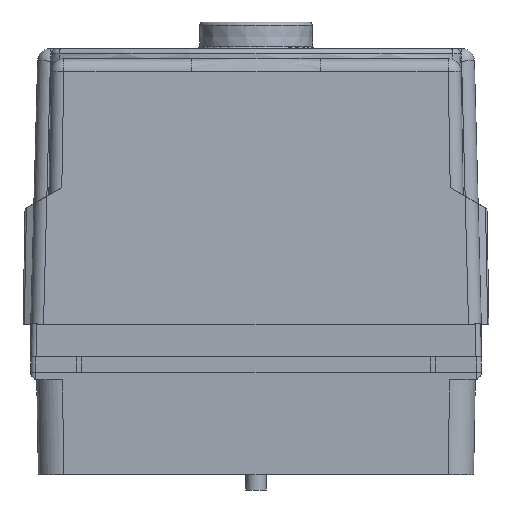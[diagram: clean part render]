
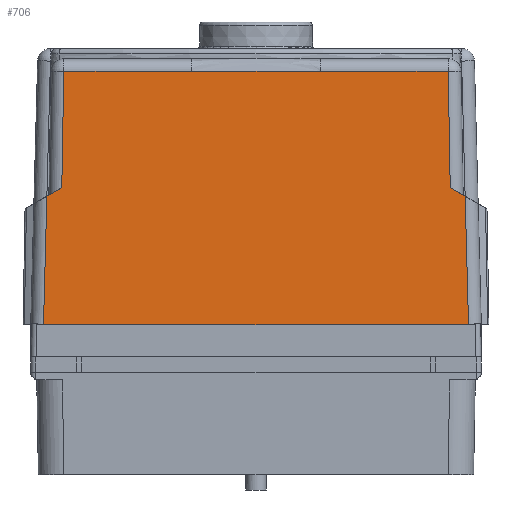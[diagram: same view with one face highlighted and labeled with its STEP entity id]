
A CAD part, front view. The second image highlights one B-rep face of the part: STEP entity #706.
In plain terms, the highlighted planar face has unit normal (0, -1, 0.026).
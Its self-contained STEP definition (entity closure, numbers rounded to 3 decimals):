
#420=B_SPLINE_CURVE_WITH_KNOTS('',3,(#6219,#6220,#6221,#6222,#6223,#6224),
 .UNSPECIFIED.,.F.,.F.,(4,2,4),(0.,0.5,1.),.UNSPECIFIED.);
#506=PLANE('',#4023);
#706=ADVANCED_FACE('',(#936),#506,.T.);
#936=FACE_OUTER_BOUND('',#1172,.T.);
#1172=EDGE_LOOP('',(#2587,#2588,#2589,#2590,#2591,#2592,#2593,#2594,#2595,
#2596));
#1227=LINE('',#5114,#1535);
#1229=LINE('',#5120,#1537);
#1414=LINE('',#6189,#1728);
#1418=LINE('',#6213,#1732);
#1420=LINE('',#6262,#1734);
#1424=LINE('',#6277,#1738);
#1427=LINE('',#6285,#1741);
#1454=LINE('',#6371,#1768);
#1464=LINE('',#6385,#1778);
#1535=VECTOR('',#4107,1.);
#1537=VECTOR('',#4113,1.);
#1728=VECTOR('',#4740,1.);
#1732=VECTOR('',#4760,1.);
#1734=VECTOR('',#4768,1.);
#1738=VECTOR('',#4782,1.);
#1741=VECTOR('',#4789,1.);
#1768=VECTOR('',#4844,1.);
#1778=VECTOR('',#4858,1.);
#2587=ORIENTED_EDGE('',*,*,#3175,.T.);
#2588=ORIENTED_EDGE('',*,*,#3172,.T.);
#2589=ORIENTED_EDGE('',*,*,#3570,.F.);
#2590=ORIENTED_EDGE('',*,*,#3526,.T.);
#2591=ORIENTED_EDGE('',*,*,#3509,.T.);
#2592=ORIENTED_EDGE('',*,*,#3512,.T.);
#2593=ORIENTED_EDGE('',*,*,#3515,.T.);
#2594=ORIENTED_EDGE('',*,*,#3522,.T.);
#2595=ORIENTED_EDGE('',*,*,#3560,.F.);
#2596=ORIENTED_EDGE('',*,*,#3499,.T.);
#2846=VERTEX_POINT('',#5113);
#2847=VERTEX_POINT('',#5115);
#2849=VERTEX_POINT('',#5121);
#3078=VERTEX_POINT('',#6190);
#3083=VERTEX_POINT('',#6207);
#3085=VERTEX_POINT('',#6212);
#3087=VERTEX_POINT('',#6218);
#3089=VERTEX_POINT('',#6261);
#3092=VERTEX_POINT('',#6278);
#3095=VERTEX_POINT('',#6286);
#3172=EDGE_CURVE('',#2847,#2846,#1227,.T.);
#3175=EDGE_CURVE('',#2849,#2847,#1229,.T.);
#3499=EDGE_CURVE('',#3078,#2849,#1414,.T.);
#3509=EDGE_CURVE('',#3083,#3085,#1418,.T.);
#3512=EDGE_CURVE('',#3085,#3087,#420,.T.);
#3515=EDGE_CURVE('',#3087,#3089,#1420,.T.);
#3522=EDGE_CURVE('',#3089,#3092,#1424,.T.);
#3526=EDGE_CURVE('',#3095,#3083,#1427,.T.);
#3560=EDGE_CURVE('',#3078,#3092,#1454,.T.);
#3570=EDGE_CURVE('',#3095,#2846,#1464,.T.);
#4023=AXIS2_PLACEMENT_3D('',#6423,#4907,#4908);
#4107=DIRECTION('',(-0.026,0.026,0.999));
#4113=DIRECTION('',(1.,0.,0.));
#4740=DIRECTION('',(-0.026,-0.026,-0.999));
#4760=DIRECTION('',(-1.,0.,0.));
#4768=DIRECTION('',(-1.,0.,0.));
#4782=DIRECTION('',(-0.017,-0.026,-1.));
#4789=DIRECTION('',(-0.017,0.026,1.));
#4844=DIRECTION('',(0.866,0.013,0.5));
#4858=DIRECTION('',(0.866,-0.013,-0.5));
#4907=DIRECTION('',(0.,-1.,0.026));
#4908=DIRECTION('',(0.,-0.026,-1.));
#5113=CARTESIAN_POINT('',(40.845,-30.756,54.36));
#5114=CARTESIAN_POINT('',(41.472,-31.384,30.385));
#5115=CARTESIAN_POINT('',(41.501,-31.412,29.3));
#5120=CARTESIAN_POINT('',(0.,-31.412,29.3));
#5121=CARTESIAN_POINT('',(-41.501,-31.412,29.3));
#6189=CARTESIAN_POINT('',(-41.472,-31.384,30.385));
#6190=CARTESIAN_POINT('',(-40.845,-30.756,54.36));
#6207=CARTESIAN_POINT('',(37.536,-30.117,78.765));
#6212=CARTESIAN_POINT('',(12.58,-30.117,78.765));
#6213=CARTESIAN_POINT('',(0.,-30.117,78.765));
#6218=CARTESIAN_POINT('',(-12.58,-30.117,78.765));
#6219=CARTESIAN_POINT('',(12.58,-30.117,78.765));
#6220=CARTESIAN_POINT('',(8.386,-30.117,78.765));
#6221=CARTESIAN_POINT('',(4.193,-30.114,78.896));
#6222=CARTESIAN_POINT('',(-4.194,-30.114,78.896));
#6223=CARTESIAN_POINT('',(-8.387,-30.117,78.765));
#6224=CARTESIAN_POINT('',(-12.58,-30.117,78.765));
#6261=CARTESIAN_POINT('',(-37.536,-30.117,78.765));
#6262=CARTESIAN_POINT('',(0.,-30.117,78.765));
#6277=CARTESIAN_POINT('',(-37.988,-30.796,52.851));
#6278=CARTESIAN_POINT('',(-37.932,-30.712,56.041));
#6285=CARTESIAN_POINT('',(37.494,-30.054,81.156));
#6286=CARTESIAN_POINT('',(37.932,-30.712,56.041));
#6371=CARTESIAN_POINT('',(-21.073,-30.457,65.775));
#6385=CARTESIAN_POINT('',(21.073,-30.457,65.775));
#6423=CARTESIAN_POINT('',(0.,-31.412,29.3));
